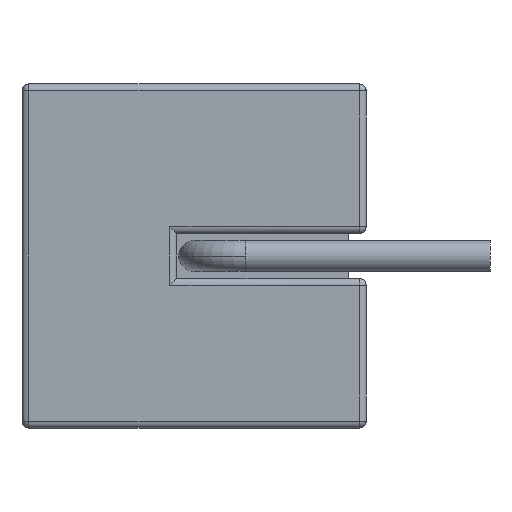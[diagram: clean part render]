
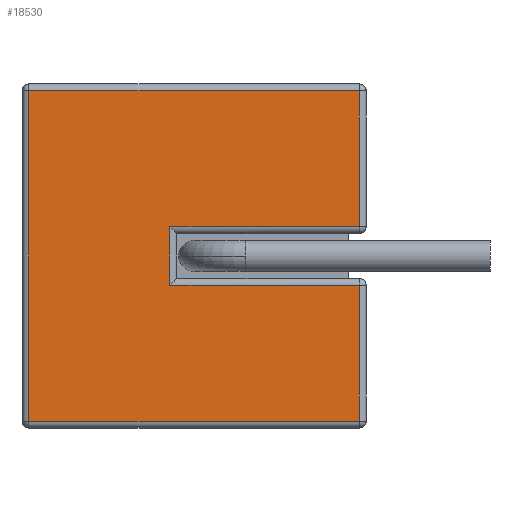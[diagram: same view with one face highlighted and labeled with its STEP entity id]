
A CAD part, left-side view. The second image highlights one B-rep face of the part: STEP entity #18530.
In plain terms, the highlighted planar face has unit normal (-1, 0, 0).
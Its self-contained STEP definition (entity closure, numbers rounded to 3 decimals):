
#96 = AXIS2_PLACEMENT_3D ( 'NONE', #18425, #14067, #6067 ) ;
#159 = LINE ( 'NONE', #1851, #8713 ) ;
#216 = LINE ( 'NONE', #15591, #14622 ) ;
#747 = ORIENTED_EDGE ( 'NONE', *, *, #16042, .T. ) ;
#1587 = EDGE_CURVE ( 'NONE', #4370, #2242, #4905, .T. ) ;
#1615 = FACE_OUTER_BOUND ( 'NONE', #17844, .T. ) ;
#1716 = DIRECTION ( 'NONE',  ( 0., -1., 0. ) ) ;
#1851 = CARTESIAN_POINT ( 'NONE',  ( -24., 0.2, -5. ) ) ;
#1914 = DIRECTION ( 'NONE',  ( 0., 1., 0. ) ) ;
#2242 = VERTEX_POINT ( 'NONE', #3012 ) ;
#2333 = VECTOR ( 'NONE', #4360, 1000. ) ;
#2383 = VECTOR ( 'NONE', #16579, 1000. ) ;
#2509 = VERTEX_POINT ( 'NONE', #4588 ) ;
#2592 = CARTESIAN_POINT ( 'NONE',  ( -24., 0.2, -5. ) ) ;
#3012 = CARTESIAN_POINT ( 'NONE',  ( -24., 9.8, -4.8 ) ) ;
#3045 = LINE ( 'NONE', #15789, #5720 ) ;
#3589 = CARTESIAN_POINT ( 'NONE',  ( -24., 9.8, -5. ) ) ;
#3766 = ORIENTED_EDGE ( 'NONE', *, *, #20041, .T. ) ;
#4069 = DIRECTION ( 'NONE',  ( 0., 0., 1. ) ) ;
#4360 = DIRECTION ( 'NONE',  ( 0., -1., 0. ) ) ;
#4370 = VERTEX_POINT ( 'NONE', #5505 ) ;
#4588 = CARTESIAN_POINT ( 'NONE',  ( -24., 0.2, 0.85 ) ) ;
#4631 = PLANE ( 'NONE',  #96 ) ;
#4905 = LINE ( 'NONE', #3589, #18851 ) ;
#4967 = LINE ( 'NONE', #9742, #12476 ) ;
#5069 = EDGE_CURVE ( 'NONE', #10399, #4370, #3045, .T. ) ;
#5102 = VERTEX_POINT ( 'NONE', #11530 ) ;
#5505 = CARTESIAN_POINT ( 'NONE',  ( -24., 9.8, 4.8 ) ) ;
#5720 = VECTOR ( 'NONE', #1914, 1000. ) ;
#6067 = DIRECTION ( 'NONE',  ( 0., 0., -1. ) ) ;
#6452 = CARTESIAN_POINT ( 'NONE',  ( -24., 0.2, -0.85 ) ) ;
#7012 = EDGE_CURVE ( 'NONE', #11590, #2509, #16648, .T. ) ;
#7135 = LINE ( 'NONE', #17048, #12961 ) ;
#8713 = VECTOR ( 'NONE', #17159, 1000. ) ;
#8944 = CARTESIAN_POINT ( 'NONE',  ( -24., 10., 0.85 ) ) ;
#9039 = CARTESIAN_POINT ( 'NONE',  ( -24., 0.2, 4.8 ) ) ;
#9742 = CARTESIAN_POINT ( 'NONE',  ( -24., 10., -0.85 ) ) ;
#10107 = ORIENTED_EDGE ( 'NONE', *, *, #1587, .T. ) ;
#10399 = VERTEX_POINT ( 'NONE', #9039 ) ;
#10607 = EDGE_CURVE ( 'NONE', #2242, #5102, #216, .T. ) ;
#11530 = CARTESIAN_POINT ( 'NONE',  ( -24., 0.2, -4.8 ) ) ;
#11590 = VERTEX_POINT ( 'NONE', #15667 ) ;
#12476 = VECTOR ( 'NONE', #18765, 1000. ) ;
#12639 = EDGE_CURVE ( 'NONE', #5102, #14492, #159, .T. ) ;
#12961 = VECTOR ( 'NONE', #4069, 1000. ) ;
#13334 = CARTESIAN_POINT ( 'NONE',  ( -24., 5.7, -0.85 ) ) ;
#13427 = LINE ( 'NONE', #2592, #2383 ) ;
#13486 = ORIENTED_EDGE ( 'NONE', *, *, #7012, .T. ) ;
#13538 = VERTEX_POINT ( 'NONE', #13334 ) ;
#13815 = EDGE_CURVE ( 'NONE', #13538, #11590, #7135, .T. ) ;
#14067 = DIRECTION ( 'NONE',  ( 1., 0., 0. ) ) ;
#14492 = VERTEX_POINT ( 'NONE', #6452 ) ;
#14554 = ORIENTED_EDGE ( 'NONE', *, *, #13815, .T. ) ;
#14622 = VECTOR ( 'NONE', #1716, 1000. ) ;
#15371 = ORIENTED_EDGE ( 'NONE', *, *, #5069, .T. ) ;
#15591 = CARTESIAN_POINT ( 'NONE',  ( -24., 10., -4.8 ) ) ;
#15667 = CARTESIAN_POINT ( 'NONE',  ( -24., 5.7, 0.85 ) ) ;
#15789 = CARTESIAN_POINT ( 'NONE',  ( -24., 10., 4.8 ) ) ;
#15849 = ORIENTED_EDGE ( 'NONE', *, *, #10607, .T. ) ;
#16042 = EDGE_CURVE ( 'NONE', #14492, #13538, #4967, .T. ) ;
#16579 = DIRECTION ( 'NONE',  ( 0., 0., 1. ) ) ;
#16648 = LINE ( 'NONE', #8944, #2333 ) ;
#17048 = CARTESIAN_POINT ( 'NONE',  ( -24., 5.7, -5. ) ) ;
#17138 = ORIENTED_EDGE ( 'NONE', *, *, #12639, .T. ) ;
#17159 = DIRECTION ( 'NONE',  ( 0., 0., 1. ) ) ;
#17289 = DIRECTION ( 'NONE',  ( 0., 0., -1. ) ) ;
#17844 = EDGE_LOOP ( 'NONE', ( #14554, #13486, #3766, #15371, #10107, #15849, #17138, #747 ) ) ;
#18425 = CARTESIAN_POINT ( 'NONE',  ( -24., 10., -5. ) ) ;
#18530 = ADVANCED_FACE ( 'NONE', ( #1615 ), #4631, .F. ) ;
#18765 = DIRECTION ( 'NONE',  ( 0., 1., 0. ) ) ;
#18851 = VECTOR ( 'NONE', #17289, 1000. ) ;
#20041 = EDGE_CURVE ( 'NONE', #2509, #10399, #13427, .T. ) ;
